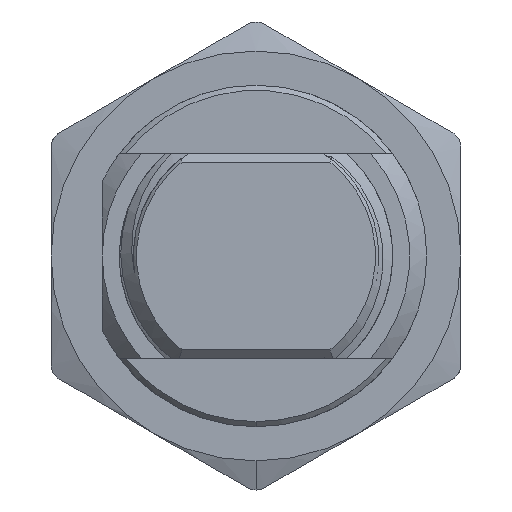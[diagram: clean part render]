
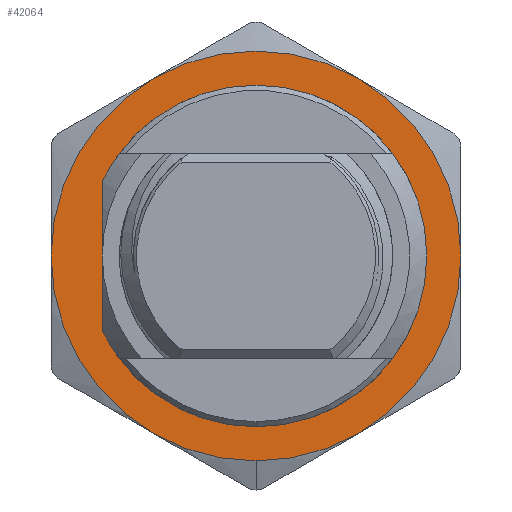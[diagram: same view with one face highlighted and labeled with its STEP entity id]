
A CAD part, left-side view. The second image highlights one B-rep face of the part: STEP entity #42064.
In plain terms, the highlighted face is planar.
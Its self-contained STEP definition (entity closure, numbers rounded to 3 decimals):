
#328 = DIRECTION ( 'NONE',  ( 0., 0., 1. ) ) ;
#619 = DIRECTION ( 'NONE',  ( 0., 0., 1. ) ) ;
#4374 = DIRECTION ( 'NONE',  ( 1., 0., 0. ) ) ;
#4939 = CARTESIAN_POINT ( 'NONE',  ( 0., 0., -4. ) ) ;
#5467 = CIRCLE ( 'NONE', #12879, 12. ) ;
#5838 = EDGE_CURVE ( 'NONE', #11940, #47912, #53994, .T. ) ;
#5914 = DIRECTION ( 'NONE',  ( 1., 0., 0. ) ) ;
#6416 = EDGE_CURVE ( 'NONE', #15770, #39131, #13277, .T. ) ;
#7235 = CIRCLE ( 'NONE', #36790, 12. ) ;
#7449 = CARTESIAN_POINT ( 'NONE',  ( 8.25, 0., -4. ) ) ;
#8941 = CARTESIAN_POINT ( 'NONE',  ( -10.392, 6., -4. ) ) ;
#9692 = DIRECTION ( 'NONE',  ( 0., 0., 1. ) ) ;
#9963 = CARTESIAN_POINT ( 'NONE',  ( -8.25, 0., -4. ) ) ;
#10328 = DIRECTION ( 'NONE',  ( 0., 0., 1. ) ) ;
#10799 = CARTESIAN_POINT ( 'NONE',  ( 0., -12., -4. ) ) ;
#11321 = EDGE_LOOP ( 'NONE', ( #37477, #28973 ) ) ;
#11940 = VERTEX_POINT ( 'NONE', #43791 ) ;
#11951 = DIRECTION ( 'NONE',  ( 1., 0., 0. ) ) ;
#12045 = DIRECTION ( 'NONE',  ( 1., 0., 0. ) ) ;
#12330 = DIRECTION ( 'NONE',  ( 1., 0., 0. ) ) ;
#12600 = ORIENTED_EDGE ( 'NONE', *, *, #40817, .F. ) ;
#12879 = AXIS2_PLACEMENT_3D ( 'NONE', #56560, #25650, #12045 ) ;
#13277 = CIRCLE ( 'NONE', #40072, 8.25 ) ;
#13287 = EDGE_CURVE ( 'NONE', #26846, #50525, #7235, .T. ) ;
#14466 = ORIENTED_EDGE ( 'NONE', *, *, #21100, .F. ) ;
#14799 = EDGE_CURVE ( 'NONE', #22458, #11940, #46040, .T. ) ;
#15712 = PLANE ( 'NONE',  #21724 ) ;
#15770 = VERTEX_POINT ( 'NONE', #9963 ) ;
#17182 = CIRCLE ( 'NONE', #40252, 12. ) ;
#17957 = CIRCLE ( 'NONE', #39251, 12. ) ;
#18163 = DIRECTION ( 'NONE',  ( 1., 0., 0. ) ) ;
#20618 = FACE_BOUND ( 'NONE', #11321, .T. ) ;
#20744 = ORIENTED_EDGE ( 'NONE', *, *, #45322, .F. ) ;
#21100 = EDGE_CURVE ( 'NONE', #40989, #22458, #17182, .T. ) ;
#21724 = AXIS2_PLACEMENT_3D ( 'NONE', #47215, #34478, #56152 ) ;
#22458 = VERTEX_POINT ( 'NONE', #42777 ) ;
#22804 = CARTESIAN_POINT ( 'NONE',  ( 0., 0., -4. ) ) ;
#23521 = AXIS2_PLACEMENT_3D ( 'NONE', #22804, #40170, #41023 ) ;
#23963 = VERTEX_POINT ( 'NONE', #43002 ) ;
#25650 = DIRECTION ( 'NONE',  ( 0., 0., 1. ) ) ;
#26846 = VERTEX_POINT ( 'NONE', #10799 ) ;
#27399 = DIRECTION ( 'NONE',  ( 0., 0., 1. ) ) ;
#28514 = AXIS2_PLACEMENT_3D ( 'NONE', #43925, #27399, #18163 ) ;
#28973 = ORIENTED_EDGE ( 'NONE', *, *, #39265, .T. ) ;
#30092 = ORIENTED_EDGE ( 'NONE', *, *, #14799, .F. ) ;
#32328 = CARTESIAN_POINT ( 'NONE',  ( 0., 0., -4. ) ) ;
#33804 = CIRCLE ( 'NONE', #46730, 12. ) ;
#34478 = DIRECTION ( 'NONE',  ( 0., 0., 1. ) ) ;
#35797 = CARTESIAN_POINT ( 'NONE',  ( 10.392, -6., -4. ) ) ;
#36087 = ORIENTED_EDGE ( 'NONE', *, *, #5838, .F. ) ;
#36731 = EDGE_LOOP ( 'NONE', ( #30092, #14466, #20744, #40905, #55425, #12600, #36087 ) ) ;
#36790 = AXIS2_PLACEMENT_3D ( 'NONE', #32328, #10328, #44782 ) ;
#37477 = ORIENTED_EDGE ( 'NONE', *, *, #6416, .T. ) ;
#38218 = CARTESIAN_POINT ( 'NONE',  ( 12., 0., -4. ) ) ;
#39131 = VERTEX_POINT ( 'NONE', #7449 ) ;
#39251 = AXIS2_PLACEMENT_3D ( 'NONE', #40276, #619, #54073 ) ;
#39258 = CARTESIAN_POINT ( 'NONE',  ( 0., 0., -4. ) ) ;
#39265 = EDGE_CURVE ( 'NONE', #39131, #15770, #51579, .T. ) ;
#40072 = AXIS2_PLACEMENT_3D ( 'NONE', #39258, #42763, #12330 ) ;
#40170 = DIRECTION ( 'NONE',  ( 0., 0., 1. ) ) ;
#40252 = AXIS2_PLACEMENT_3D ( 'NONE', #4939, #328, #4374 ) ;
#40276 = CARTESIAN_POINT ( 'NONE',  ( 0., 0., -4. ) ) ;
#40520 = AXIS2_PLACEMENT_3D ( 'NONE', #45553, #9692, #5914 ) ;
#40817 = EDGE_CURVE ( 'NONE', #47912, #23963, #17957, .T. ) ;
#40905 = ORIENTED_EDGE ( 'NONE', *, *, #13287, .F. ) ;
#40989 = VERTEX_POINT ( 'NONE', #38218 ) ;
#41023 = DIRECTION ( 'NONE',  ( 1., 0., 0. ) ) ;
#42064 = ADVANCED_FACE ( 'NONE', ( #20618, #43478 ), #15712, .F. ) ;
#42763 = DIRECTION ( 'NONE',  ( 0., 0., 1. ) ) ;
#42777 = CARTESIAN_POINT ( 'NONE',  ( 10.392, 6., -4. ) ) ;
#43002 = CARTESIAN_POINT ( 'NONE',  ( -10.392, -6., -4. ) ) ;
#43478 = FACE_OUTER_BOUND ( 'NONE', #36731, .T. ) ;
#43791 = CARTESIAN_POINT ( 'NONE',  ( 0., 12., -4. ) ) ;
#43925 = CARTESIAN_POINT ( 'NONE',  ( 0., 0., -4. ) ) ;
#44782 = DIRECTION ( 'NONE',  ( 1., 0., 0. ) ) ;
#45322 = EDGE_CURVE ( 'NONE', #50525, #40989, #33804, .T. ) ;
#45553 = CARTESIAN_POINT ( 'NONE',  ( 0., 0., -4. ) ) ;
#46040 = CIRCLE ( 'NONE', #28514, 12. ) ;
#46730 = AXIS2_PLACEMENT_3D ( 'NONE', #47244, #50685, #11951 ) ;
#47215 = CARTESIAN_POINT ( 'NONE',  ( 20.785, 12., -4. ) ) ;
#47244 = CARTESIAN_POINT ( 'NONE',  ( 0., 0., -4. ) ) ;
#47912 = VERTEX_POINT ( 'NONE', #8941 ) ;
#50525 = VERTEX_POINT ( 'NONE', #35797 ) ;
#50685 = DIRECTION ( 'NONE',  ( 0., 0., 1. ) ) ;
#51579 = CIRCLE ( 'NONE', #40520, 8.25 ) ;
#52066 = EDGE_CURVE ( 'NONE', #23963, #26846, #5467, .T. ) ;
#53994 = CIRCLE ( 'NONE', #23521, 12. ) ;
#54073 = DIRECTION ( 'NONE',  ( 1., 0., 0. ) ) ;
#55425 = ORIENTED_EDGE ( 'NONE', *, *, #52066, .F. ) ;
#56152 = DIRECTION ( 'NONE',  ( 1., 0., 0. ) ) ;
#56560 = CARTESIAN_POINT ( 'NONE',  ( 0., 0., -4. ) ) ;
